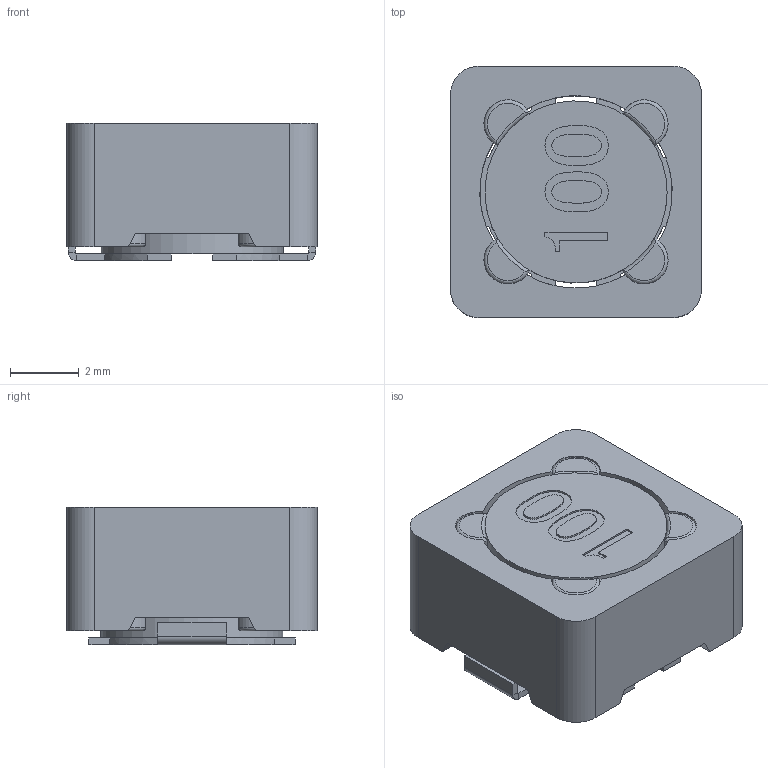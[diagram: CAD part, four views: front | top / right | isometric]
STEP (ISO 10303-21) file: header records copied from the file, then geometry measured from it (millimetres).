
FILE_DESCRIPTION( ('This file contains a STEP AP42 implementation' ,'as created by ZW3D STEP Interface translator.') ,'2;1' );
FILE_NAME( 'CS0704-L(100).stp' ,'14 925.101345', (''), ('ZWCAD Software Co.'), 'Version 1.0', 'ZW3D to STEP translator', '' );
FILE_SCHEMA( ('CONFIG_CONTROL_DESIGN') );
Length unit declared in the file: millimetre
Products named in the file (1): 0
Bounding box: 7.3 x 7.3 x 4 mm (x, y, z)
Volume: 136.2 mm3; surface area: 426.2 mm2
Topology: 12 solids, 12 shells, 182 faces, 424 edges, 272 vertices
Faces by surface type: bspline 182
Entity records: 14040 total; most frequent: CARTESIAN_POINT 11437, ORIENTED_EDGE 848, EDGE_CURVE 424, B_SPLINE_CURVE_WITH_KNOTS 330, VERTEX_POINT 272, EDGE_LOOP 190, FACE_OUTER_BOUND 182, ADVANCED_FACE 182
